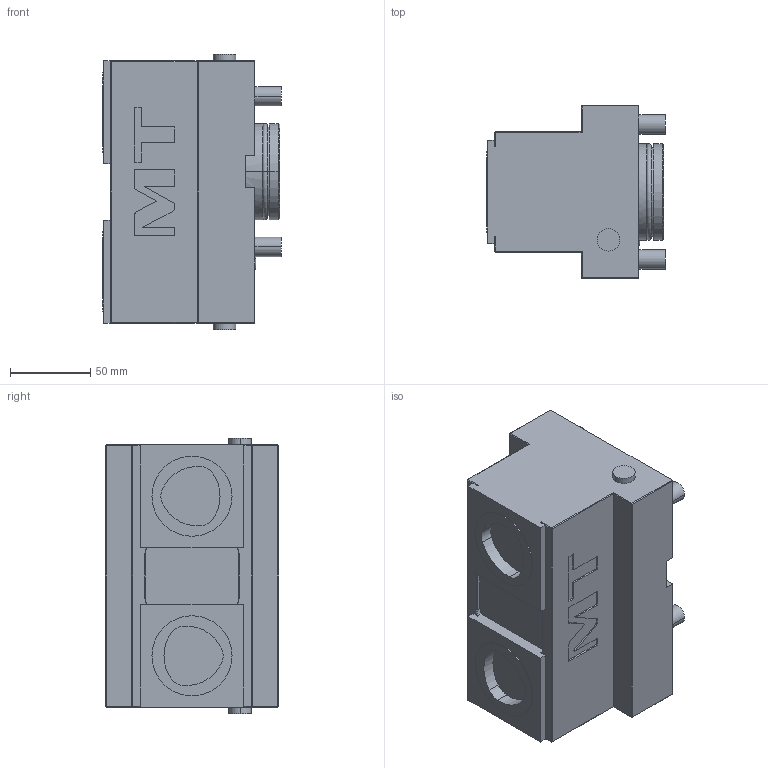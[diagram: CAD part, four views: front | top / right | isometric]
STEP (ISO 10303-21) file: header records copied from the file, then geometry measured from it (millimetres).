
FILE_DESCRIPTION((''),'2;1');
FILE_NAME('MNL0475020_CONF','2023-02-17T15:10:49',('sterribile'),('M.T. srl'),'CREO PARAMETRIC BY PTC INC, 2021072','CREO PARAMETRIC BY PTC INC, 2021072','');
FILE_SCHEMA(('CONFIG_CONTROL_DESIGN'));
Length unit declared in the file: millimetre
Products named in the file (1): MNL0475020_CONF
Bounding box: 111.5 x 108 x 171.5 mm (x, y, z)
Volume: 1351909.2 mm3; surface area: 95991.2 mm2
Topology: 1 solids, 1 shells, 179 faces, 460 edges, 300 vertices
Faces by surface type: plane 126, cylinder 39, cone 6, torus 4, extrusion 4
Entity records: 5455 total; most frequent: CARTESIAN_POINT 986, ORIENTED_EDGE 920, DIRECTION 902, EDGE_CURVE 460, VECTOR 352, LINE 348, VERTEX_POINT 300, AXIS2_PLACEMENT_3D 275
